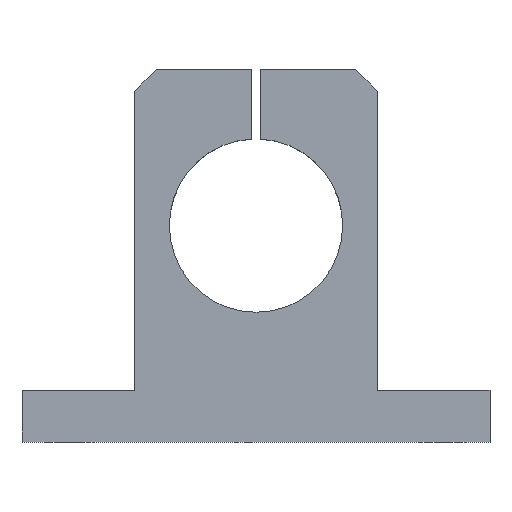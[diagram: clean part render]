
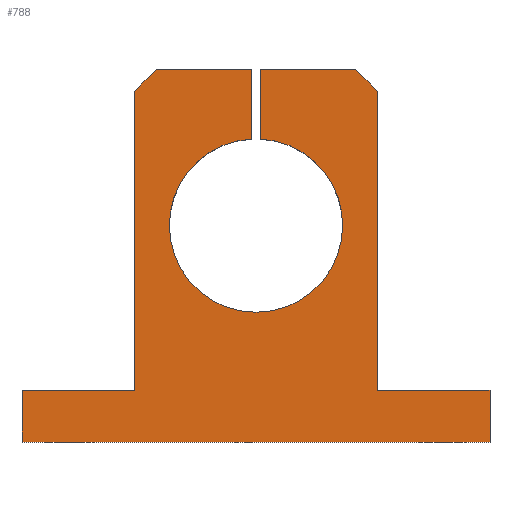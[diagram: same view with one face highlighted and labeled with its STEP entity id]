
A CAD part, top view. The second image highlights one B-rep face of the part: STEP entity #788.
In plain terms, the highlighted planar face has unit normal (0, 0, 1).
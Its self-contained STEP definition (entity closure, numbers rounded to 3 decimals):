
#4 = DIRECTION ( 'NONE',  ( 0., 1., 0. ) ) ;
#7 = VECTOR ( 'NONE', #558, 1000. ) ;
#15 = CARTESIAN_POINT ( 'NONE',  ( 54., -31., 16. ) ) ;
#21 = CARTESIAN_POINT ( 'NONE',  ( 33., 33., 16. ) ) ;
#27 = CARTESIAN_POINT ( 'NONE',  ( 20., 7., 16. ) ) ;
#34 = LINE ( 'NONE', #922, #309 ) ;
#37 = ORIENTED_EDGE ( 'NONE', *, *, #269, .F. ) ;
#57 = CARTESIAN_POINT ( 'NONE',  ( 1.075, 43., 16. ) ) ;
#68 = ORIENTED_EDGE ( 'NONE', *, *, #340, .T. ) ;
#85 = ORIENTED_EDGE ( 'NONE', *, *, #370, .F. ) ;
#105 = CIRCLE ( 'NONE', #587, 20. ) ;
#148 = CARTESIAN_POINT ( 'NONE',  ( 0., 7., 16. ) ) ;
#150 = EDGE_CURVE ( 'NONE', #775, #969, #766, .T. ) ;
#158 = LINE ( 'NONE', #537, #176 ) ;
#160 = DIRECTION ( 'NONE',  ( 0., 0., 1. ) ) ;
#168 = CARTESIAN_POINT ( 'NONE',  ( 0., 7., 16. ) ) ;
#171 = DIRECTION ( 'NONE',  ( 0., 0., 1. ) ) ;
#176 = VECTOR ( 'NONE', #631, 1000. ) ;
#194 = CARTESIAN_POINT ( 'NONE',  ( 1.075, 26.971, 16. ) ) ;
#200 = VERTEX_POINT ( 'NONE', #619 ) ;
#201 = DIRECTION ( 'NONE',  ( 0., 1., 0. ) ) ;
#206 = CARTESIAN_POINT ( 'NONE',  ( 28., 38., 16. ) ) ;
#208 = CIRCLE ( 'NONE', #224, 20. ) ;
#221 = EDGE_LOOP ( 'NONE', ( #416, #1027, #667, #833, #419, #746, #600, #682, #37, #772, #284, #885, #85, #680, #578, #68 ) ) ;
#224 = AXIS2_PLACEMENT_3D ( 'NONE', #168, #171, #248 ) ;
#234 = FACE_OUTER_BOUND ( 'NONE', #221, .T. ) ;
#237 = DIRECTION ( 'NONE',  ( 0., -1., 0. ) ) ;
#245 = DIRECTION ( 'NONE',  ( 0., -1., 0. ) ) ;
#248 = DIRECTION ( 'NONE',  ( 1., 0., 0. ) ) ;
#252 = CARTESIAN_POINT ( 'NONE',  ( -28., 38., 16. ) ) ;
#264 = DIRECTION ( 'NONE',  ( -0.707, 0.707, 0. ) ) ;
#269 = EDGE_CURVE ( 'NONE', #655, #200, #442, .T. ) ;
#278 = CARTESIAN_POINT ( 'NONE',  ( -54., -31., 16. ) ) ;
#284 = ORIENTED_EDGE ( 'NONE', *, *, #464, .T. ) ;
#297 = LINE ( 'NONE', #780, #520 ) ;
#309 = VECTOR ( 'NONE', #846, 1000. ) ;
#312 = VERTEX_POINT ( 'NONE', #206 ) ;
#314 = LINE ( 'NONE', #480, #674 ) ;
#321 = DIRECTION ( 'NONE',  ( 1., 0., 0. ) ) ;
#326 = CARTESIAN_POINT ( 'NONE',  ( -23., 43., 16. ) ) ;
#340 = EDGE_CURVE ( 'NONE', #789, #497, #34, .T. ) ;
#370 = EDGE_CURVE ( 'NONE', #652, #392, #970, .T. ) ;
#375 = CARTESIAN_POINT ( 'NONE',  ( 28., -31., 16. ) ) ;
#392 = VERTEX_POINT ( 'NONE', #974 ) ;
#397 = VERTEX_POINT ( 'NONE', #479 ) ;
#401 = DIRECTION ( 'NONE',  ( 0., 1., 0. ) ) ;
#402 = VERTEX_POINT ( 'NONE', #727 ) ;
#403 = CIRCLE ( 'NONE', #487, 20. ) ;
#406 = CARTESIAN_POINT ( 'NONE',  ( -1.075, -6.48, 16. ) ) ;
#411 = EDGE_CURVE ( 'NONE', #612, #872, #208, .T. ) ;
#416 = ORIENTED_EDGE ( 'NONE', *, *, #815, .F. ) ;
#419 = ORIENTED_EDGE ( 'NONE', *, *, #821, .F. ) ;
#435 = DIRECTION ( 'NONE',  ( 1., 0., 0. ) ) ;
#440 = VECTOR ( 'NONE', #601, 1000. ) ;
#442 = LINE ( 'NONE', #278, #763 ) ;
#452 = CARTESIAN_POINT ( 'NONE',  ( -20., 7., 16. ) ) ;
#464 = EDGE_CURVE ( 'NONE', #918, #723, #896, .T. ) ;
#474 = VECTOR ( 'NONE', #321, 1000. ) ;
#477 = DIRECTION ( 'NONE',  ( 1., 0., 0. ) ) ;
#479 = CARTESIAN_POINT ( 'NONE',  ( -1.075, 26.971, 16. ) ) ;
#480 = CARTESIAN_POINT ( 'NONE',  ( 54., 43., 16. ) ) ;
#484 = LINE ( 'NONE', #406, #538 ) ;
#487 = AXIS2_PLACEMENT_3D ( 'NONE', #148, #932, #687 ) ;
#497 = VERTEX_POINT ( 'NONE', #57 ) ;
#520 = VECTOR ( 'NONE', #201, 1000. ) ;
#532 = EDGE_CURVE ( 'NONE', #402, #775, #158, .T. ) ;
#537 = CARTESIAN_POINT ( 'NONE',  ( -54., 43., 16. ) ) ;
#538 = VECTOR ( 'NONE', #245, 1000. ) ;
#551 = DIRECTION ( 'NONE',  ( 0., 0., 1. ) ) ;
#558 = DIRECTION ( 'NONE',  ( 0., -1., 0. ) ) ;
#563 = LINE ( 'NONE', #1030, #7 ) ;
#565 = DIRECTION ( 'NONE',  ( 1., 0., 0. ) ) ;
#568 = AXIS2_PLACEMENT_3D ( 'NONE', #874, #160, #477 ) ;
#578 = ORIENTED_EDGE ( 'NONE', *, *, #959, .T. ) ;
#587 = AXIS2_PLACEMENT_3D ( 'NONE', #647, #551, #878 ) ;
#600 = ORIENTED_EDGE ( 'NONE', *, *, #150, .T. ) ;
#601 = DIRECTION ( 'NONE',  ( -0.707, -0.707, 0. ) ) ;
#610 = EDGE_CURVE ( 'NONE', #655, #918, #634, .T. ) ;
#612 = VERTEX_POINT ( 'NONE', #452 ) ;
#619 = CARTESIAN_POINT ( 'NONE',  ( -28., -31., 16. ) ) ;
#629 = PLANE ( 'NONE',  #568 ) ;
#631 = DIRECTION ( 'NONE',  ( -1., 0., 0. ) ) ;
#634 = LINE ( 'NONE', #961, #764 ) ;
#636 = CARTESIAN_POINT ( 'NONE',  ( 54., -43., 16. ) ) ;
#645 = CARTESIAN_POINT ( 'NONE',  ( -54., -43., 16. ) ) ;
#647 = CARTESIAN_POINT ( 'NONE',  ( 0., 7., 16. ) ) ;
#652 = VERTEX_POINT ( 'NONE', #375 ) ;
#655 = VERTEX_POINT ( 'NONE', #855 ) ;
#667 = ORIENTED_EDGE ( 'NONE', *, *, #411, .F. ) ;
#674 = VECTOR ( 'NONE', #401, 1000. ) ;
#676 = EDGE_CURVE ( 'NONE', #397, #612, #403, .T. ) ;
#680 = ORIENTED_EDGE ( 'NONE', *, *, #739, .F. ) ;
#682 = ORIENTED_EDGE ( 'NONE', *, *, #1011, .F. ) ;
#687 = DIRECTION ( 'NONE',  ( 1., 0., 0. ) ) ;
#710 = VECTOR ( 'NONE', #565, 1000. ) ;
#712 = LINE ( 'NONE', #887, #962 ) ;
#723 = VERTEX_POINT ( 'NONE', #636 ) ;
#727 = CARTESIAN_POINT ( 'NONE',  ( -1.075, 43., 16. ) ) ;
#739 = EDGE_CURVE ( 'NONE', #312, #652, #563, .T. ) ;
#746 = ORIENTED_EDGE ( 'NONE', *, *, #532, .T. ) ;
#763 = VECTOR ( 'NONE', #435, 1000. ) ;
#764 = VECTOR ( 'NONE', #237, 1000. ) ;
#766 = LINE ( 'NONE', #1005, #440 ) ;
#772 = ORIENTED_EDGE ( 'NONE', *, *, #610, .T. ) ;
#775 = VERTEX_POINT ( 'NONE', #326 ) ;
#780 = CARTESIAN_POINT ( 'NONE',  ( -28., 43., 16. ) ) ;
#788 = ADVANCED_FACE ( 'NONE', ( #234 ), #629, .T. ) ;
#789 = VERTEX_POINT ( 'NONE', #806 ) ;
#790 = EDGE_CURVE ( 'NONE', #723, #392, #314, .T. ) ;
#806 = CARTESIAN_POINT ( 'NONE',  ( 23., 43., 16. ) ) ;
#815 = EDGE_CURVE ( 'NONE', #960, #497, #712, .T. ) ;
#819 = EDGE_CURVE ( 'NONE', #872, #960, #105, .T. ) ;
#821 = EDGE_CURVE ( 'NONE', #402, #397, #484, .T. ) ;
#823 = LINE ( 'NONE', #21, #862 ) ;
#833 = ORIENTED_EDGE ( 'NONE', *, *, #676, .F. ) ;
#846 = DIRECTION ( 'NONE',  ( -1., 0., 0. ) ) ;
#855 = CARTESIAN_POINT ( 'NONE',  ( -54., -31., 16. ) ) ;
#862 = VECTOR ( 'NONE', #264, 1000. ) ;
#872 = VERTEX_POINT ( 'NONE', #27 ) ;
#874 = CARTESIAN_POINT ( 'NONE',  ( 0., 0., 16. ) ) ;
#878 = DIRECTION ( 'NONE',  ( 1., 0., 0. ) ) ;
#885 = ORIENTED_EDGE ( 'NONE', *, *, #790, .T. ) ;
#887 = CARTESIAN_POINT ( 'NONE',  ( 1.075, -6.48, 16. ) ) ;
#896 = LINE ( 'NONE', #645, #474 ) ;
#918 = VERTEX_POINT ( 'NONE', #993 ) ;
#922 = CARTESIAN_POINT ( 'NONE',  ( -54., 43., 16. ) ) ;
#932 = DIRECTION ( 'NONE',  ( 0., 0., 1. ) ) ;
#959 = EDGE_CURVE ( 'NONE', #312, #789, #823, .T. ) ;
#960 = VERTEX_POINT ( 'NONE', #194 ) ;
#961 = CARTESIAN_POINT ( 'NONE',  ( -54., 43., 16. ) ) ;
#962 = VECTOR ( 'NONE', #4, 1000. ) ;
#969 = VERTEX_POINT ( 'NONE', #252 ) ;
#970 = LINE ( 'NONE', #15, #710 ) ;
#974 = CARTESIAN_POINT ( 'NONE',  ( 54., -31., 16. ) ) ;
#993 = CARTESIAN_POINT ( 'NONE',  ( -54., -43., 16. ) ) ;
#1005 = CARTESIAN_POINT ( 'NONE',  ( -33., 33., 16. ) ) ;
#1011 = EDGE_CURVE ( 'NONE', #200, #969, #297, .T. ) ;
#1027 = ORIENTED_EDGE ( 'NONE', *, *, #819, .F. ) ;
#1030 = CARTESIAN_POINT ( 'NONE',  ( 28., 43., 16. ) ) ;
